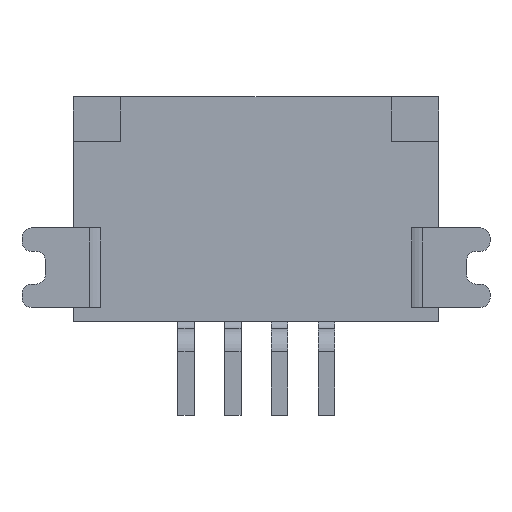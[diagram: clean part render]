
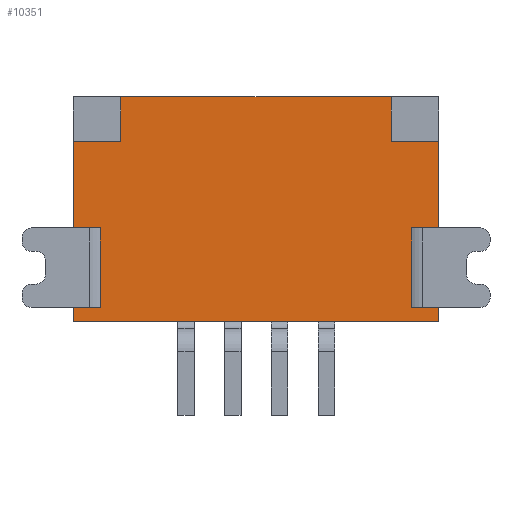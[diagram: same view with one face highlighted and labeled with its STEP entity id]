
A CAD part, top view. The second image highlights one B-rep face of the part: STEP entity #10351.
In plain terms, the highlighted planar face has unit normal (0, 0, 1).
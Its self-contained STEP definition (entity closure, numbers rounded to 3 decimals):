
#182 = CARTESIAN_POINT ( 'NONE',  ( -9.668, -2.8, -0.1 ) ) ;
#442 = CARTESIAN_POINT ( 'NONE',  ( -16.9, -4.5, -0.1 ) ) ;
#528 = DIRECTION ( 'NONE',  ( 0., 1., 0. ) ) ;
#674 = DIRECTION ( 'NONE',  ( 0., -1., 0. ) ) ;
#1155 = EDGE_CURVE ( 'NONE', #11407, #12725, #6967, .T. ) ;
#1379 = ORIENTED_EDGE ( 'NONE', *, *, #14305, .T. ) ;
#1380 = VECTOR ( 'NONE', #9779, 1000. ) ;
#1492 = EDGE_CURVE ( 'NONE', #11509, #6183, #7294, .T. ) ;
#1507 = VERTEX_POINT ( 'NONE', #14971 ) ;
#1685 = CARTESIAN_POINT ( 'NONE',  ( -16.332, -4.5, -0.1 ) ) ;
#1779 = VECTOR ( 'NONE', #3157, 1000. ) ;
#1972 = ORIENTED_EDGE ( 'NONE', *, *, #7533, .F. ) ;
#1983 = EDGE_CURVE ( 'NONE', #9207, #9327, #2080, .T. ) ;
#1986 = VERTEX_POINT ( 'NONE', #6304 ) ;
#2049 = EDGE_CURVE ( 'NONE', #9327, #12276, #10000, .T. ) ;
#2080 = LINE ( 'NONE', #11500, #3191 ) ;
#2231 = EDGE_CURVE ( 'NONE', #4446, #11407, #9624, .T. ) ;
#2425 = ORIENTED_EDGE ( 'NONE', *, *, #12389, .F. ) ;
#2609 = PLANE ( 'NONE',  #11851 ) ;
#2687 = CARTESIAN_POINT ( 'NONE',  ( -16.9, -0.95, -0.1 ) ) ;
#2757 = CARTESIAN_POINT ( 'NONE',  ( -16.9, -4.8, -0.1 ) ) ;
#2950 = LINE ( 'NONE', #5770, #4955 ) ;
#2957 = CARTESIAN_POINT ( 'NONE',  ( -10.11, 0., -0.1 ) ) ;
#3116 = VECTOR ( 'NONE', #10878, 1000. ) ;
#3157 = DIRECTION ( 'NONE',  ( 1., 0., 0. ) ) ;
#3191 = VECTOR ( 'NONE', #674, 1000. ) ;
#3460 = EDGE_CURVE ( 'NONE', #12276, #6183, #2950, .T. ) ;
#4313 = ORIENTED_EDGE ( 'NONE', *, *, #10500, .F. ) ;
#4446 = VERTEX_POINT ( 'NONE', #12740 ) ;
#4632 = VERTEX_POINT ( 'NONE', #7453 ) ;
#4635 = LINE ( 'NONE', #12453, #7960 ) ;
#4893 = VECTOR ( 'NONE', #8940, 1000. ) ;
#4897 = VECTOR ( 'NONE', #14840, 1000. ) ;
#4955 = VECTOR ( 'NONE', #13697, 1000. ) ;
#5059 = CARTESIAN_POINT ( 'NONE',  ( -9.668, -2.8, -0.1 ) ) ;
#5064 = EDGE_CURVE ( 'NONE', #4632, #9207, #16772, .T. ) ;
#5100 = CARTESIAN_POINT ( 'NONE',  ( -15.89, -0.95, -0.1 ) ) ;
#5113 = ORIENTED_EDGE ( 'NONE', *, *, #1492, .T. ) ;
#5152 = LINE ( 'NONE', #6389, #5942 ) ;
#5409 = LINE ( 'NONE', #5059, #7194 ) ;
#5544 = VECTOR ( 'NONE', #12804, 1000. ) ;
#5622 = EDGE_CURVE ( 'NONE', #4446, #1986, #16733, .T. ) ;
#5689 = FACE_OUTER_BOUND ( 'NONE', #6446, .T. ) ;
#5735 = ORIENTED_EDGE ( 'NONE', *, *, #6168, .F. ) ;
#5770 = CARTESIAN_POINT ( 'NONE',  ( -9.1, -0.95, -0.1 ) ) ;
#5942 = VECTOR ( 'NONE', #11842, 1000. ) ;
#6003 = VECTOR ( 'NONE', #9399, 1000. ) ;
#6083 = ORIENTED_EDGE ( 'NONE', *, *, #2049, .F. ) ;
#6168 = EDGE_CURVE ( 'NONE', #11509, #12664, #5409, .T. ) ;
#6183 = VERTEX_POINT ( 'NONE', #9179 ) ;
#6304 = CARTESIAN_POINT ( 'NONE',  ( -9.1, -4.5, -0.1 ) ) ;
#6331 = LINE ( 'NONE', #5100, #10516 ) ;
#6389 = CARTESIAN_POINT ( 'NONE',  ( -9.668, -4.5, -0.1 ) ) ;
#6446 = EDGE_LOOP ( 'NONE', ( #7860, #9230, #9105, #1379, #1972, #2425, #9615, #10821, #16503, #11778, #4313, #5735, #5113, #15831, #6083, #13268 ) ) ;
#6765 = LINE ( 'NONE', #12392, #6003 ) ;
#6874 = CARTESIAN_POINT ( 'NONE',  ( -16.332, -2.8, -0.1 ) ) ;
#6961 = VERTEX_POINT ( 'NONE', #13723 ) ;
#6967 = LINE ( 'NONE', #12515, #1380 ) ;
#7006 = CARTESIAN_POINT ( 'NONE',  ( -15.89, 0., -0.1 ) ) ;
#7194 = VECTOR ( 'NONE', #10421, 1000. ) ;
#7294 = LINE ( 'NONE', #182, #1779 ) ;
#7359 = DIRECTION ( 'NONE',  ( 0., -1., 0. ) ) ;
#7453 = CARTESIAN_POINT ( 'NONE',  ( -15.89, 0., -0.1 ) ) ;
#7533 = EDGE_CURVE ( 'NONE', #6961, #14609, #15160, .T. ) ;
#7559 = DIRECTION ( 'NONE',  ( -1., 0., 0. ) ) ;
#7716 = CARTESIAN_POINT ( 'NONE',  ( -16.332, -4.5, -0.1 ) ) ;
#7860 = ORIENTED_EDGE ( 'NONE', *, *, #5064, .F. ) ;
#7960 = VECTOR ( 'NONE', #13961, 1000. ) ;
#8081 = VERTEX_POINT ( 'NONE', #7716 ) ;
#8149 = CARTESIAN_POINT ( 'NONE',  ( -26., -2.4, -0.1 ) ) ;
#8216 = CARTESIAN_POINT ( 'NONE',  ( -9.1, -4.8, -0.1 ) ) ;
#8440 = DIRECTION ( 'NONE',  ( -1., 0., 0. ) ) ;
#8525 = VECTOR ( 'NONE', #7359, 1000. ) ;
#8675 = CARTESIAN_POINT ( 'NONE',  ( -10.11, -0.95, -0.1 ) ) ;
#8677 = LINE ( 'NONE', #7006, #8525 ) ;
#8808 = CARTESIAN_POINT ( 'NONE',  ( -9.668, -2.8, -0.1 ) ) ;
#8940 = DIRECTION ( 'NONE',  ( 1., 0., 0. ) ) ;
#9105 = ORIENTED_EDGE ( 'NONE', *, *, #12023, .T. ) ;
#9179 = CARTESIAN_POINT ( 'NONE',  ( -9.1, -2.8, -0.1 ) ) ;
#9207 = VERTEX_POINT ( 'NONE', #2957 ) ;
#9230 = ORIENTED_EDGE ( 'NONE', *, *, #12187, .T. ) ;
#9327 = VERTEX_POINT ( 'NONE', #15199 ) ;
#9399 = DIRECTION ( 'NONE',  ( 0., -1., 0. ) ) ;
#9615 = ORIENTED_EDGE ( 'NONE', *, *, #13646, .T. ) ;
#9624 = LINE ( 'NONE', #8216, #3116 ) ;
#9779 = DIRECTION ( 'NONE',  ( 0., 1., 0. ) ) ;
#10000 = LINE ( 'NONE', #8675, #4893 ) ;
#10071 = CARTESIAN_POINT ( 'NONE',  ( -41.89, 0., -0.1 ) ) ;
#10176 = CARTESIAN_POINT ( 'NONE',  ( -9.1, -0.95, -0.1 ) ) ;
#10309 = VECTOR ( 'NONE', #528, 1000. ) ;
#10351 = ADVANCED_FACE ( 'NONE', ( #5689 ), #2609, .T. ) ;
#10421 = DIRECTION ( 'NONE',  ( 0., -1., 0. ) ) ;
#10500 = EDGE_CURVE ( 'NONE', #12664, #1986, #5152, .T. ) ;
#10516 = VECTOR ( 'NONE', #7559, 1000. ) ;
#10712 = DIRECTION ( 'NONE',  ( 1., 0., 0. ) ) ;
#10750 = CARTESIAN_POINT ( 'NONE',  ( -9.668, -4.5, -0.1 ) ) ;
#10821 = ORIENTED_EDGE ( 'NONE', *, *, #1155, .F. ) ;
#10878 = DIRECTION ( 'NONE',  ( -1., 0., 0. ) ) ;
#11025 = LINE ( 'NONE', #1685, #4897 ) ;
#11407 = VERTEX_POINT ( 'NONE', #2757 ) ;
#11500 = CARTESIAN_POINT ( 'NONE',  ( -10.11, 0., -0.1 ) ) ;
#11509 = VERTEX_POINT ( 'NONE', #8808 ) ;
#11778 = ORIENTED_EDGE ( 'NONE', *, *, #5622, .T. ) ;
#11842 = DIRECTION ( 'NONE',  ( 1., 0., 0. ) ) ;
#11851 = AXIS2_PLACEMENT_3D ( 'NONE', #8149, #14947, #10712 ) ;
#12023 = EDGE_CURVE ( 'NONE', #1507, #17129, #6331, .T. ) ;
#12187 = EDGE_CURVE ( 'NONE', #4632, #1507, #8677, .T. ) ;
#12276 = VERTEX_POINT ( 'NONE', #10176 ) ;
#12389 = EDGE_CURVE ( 'NONE', #8081, #6961, #11025, .T. ) ;
#12392 = CARTESIAN_POINT ( 'NONE',  ( -16.9, -0.95, -0.1 ) ) ;
#12453 = CARTESIAN_POINT ( 'NONE',  ( -16.332, -4.5, -0.1 ) ) ;
#12515 = CARTESIAN_POINT ( 'NONE',  ( -16.9, -4.8, -0.1 ) ) ;
#12560 = VECTOR ( 'NONE', #8440, 1000. ) ;
#12664 = VERTEX_POINT ( 'NONE', #10750 ) ;
#12725 = VERTEX_POINT ( 'NONE', #442 ) ;
#12740 = CARTESIAN_POINT ( 'NONE',  ( -9.1, -4.8, -0.1 ) ) ;
#12804 = DIRECTION ( 'NONE',  ( 1., 0., 0. ) ) ;
#13268 = ORIENTED_EDGE ( 'NONE', *, *, #1983, .F. ) ;
#13646 = EDGE_CURVE ( 'NONE', #8081, #12725, #4635, .T. ) ;
#13697 = DIRECTION ( 'NONE',  ( 0., -1., 0. ) ) ;
#13723 = CARTESIAN_POINT ( 'NONE',  ( -16.332, -2.8, -0.1 ) ) ;
#13961 = DIRECTION ( 'NONE',  ( -1., 0., 0. ) ) ;
#14305 = EDGE_CURVE ( 'NONE', #17129, #14609, #6765, .T. ) ;
#14609 = VERTEX_POINT ( 'NONE', #14943 ) ;
#14840 = DIRECTION ( 'NONE',  ( 0., 1., 0. ) ) ;
#14943 = CARTESIAN_POINT ( 'NONE',  ( -16.9, -2.8, -0.1 ) ) ;
#14947 = DIRECTION ( 'NONE',  ( 0., 0., 1. ) ) ;
#14971 = CARTESIAN_POINT ( 'NONE',  ( -15.89, -0.95, -0.1 ) ) ;
#15160 = LINE ( 'NONE', #6874, #12560 ) ;
#15199 = CARTESIAN_POINT ( 'NONE',  ( -10.11, -0.95, -0.1 ) ) ;
#15329 = CARTESIAN_POINT ( 'NONE',  ( -9.1, -4.8, -0.1 ) ) ;
#15831 = ORIENTED_EDGE ( 'NONE', *, *, #3460, .F. ) ;
#16503 = ORIENTED_EDGE ( 'NONE', *, *, #2231, .F. ) ;
#16733 = LINE ( 'NONE', #15329, #10309 ) ;
#16772 = LINE ( 'NONE', #10071, #5544 ) ;
#17129 = VERTEX_POINT ( 'NONE', #2687 ) ;
